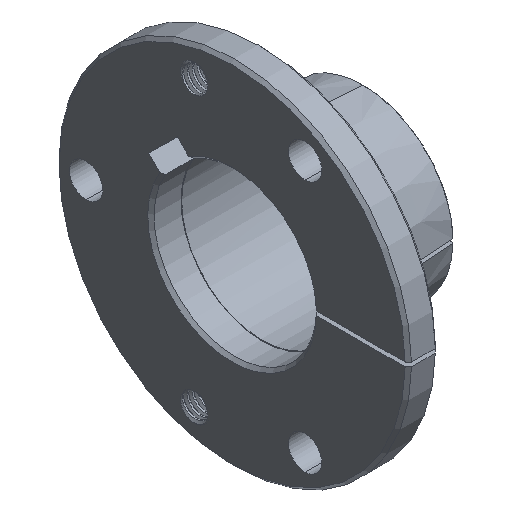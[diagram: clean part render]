
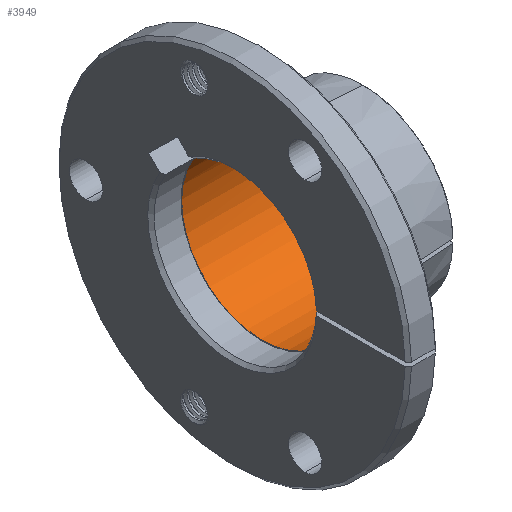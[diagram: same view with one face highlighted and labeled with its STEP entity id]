
A CAD part, isometric view. The second image highlights one B-rep face of the part: STEP entity #3949.
In plain terms, the highlighted cylindrical face has radius 25.4 mm (diameter 50.8 mm), a partial arc.
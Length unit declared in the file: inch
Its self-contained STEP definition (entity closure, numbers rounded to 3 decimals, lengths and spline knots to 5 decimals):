
#25 = CIRCLE ( 'NONE', #2929, 1. ) ;
#40 = DIRECTION ( 'NONE',  ( 1., 0., 0. ) ) ;
#156 = VERTEX_POINT ( 'NONE', #1883 ) ;
#306 = DIRECTION ( 'NONE',  ( 0., -1., 0. ) ) ;
#432 = FACE_OUTER_BOUND ( 'NONE', #3962, .T. ) ;
#446 = CARTESIAN_POINT ( 'NONE',  ( 1.6339, 0.86143, 0.50788 ) ) ;
#739 = DIRECTION ( 'NONE',  ( 0., -1., 0. ) ) ;
#750 = CARTESIAN_POINT ( 'NONE',  ( 1.61417, 1., 0. ) ) ;
#754 = DIRECTION ( 'NONE',  ( -1., 0., 0. ) ) ;
#813 = CARTESIAN_POINT ( 'NONE',  ( 1.61417, 0., 0. ) ) ;
#1052 = DIRECTION ( 'NONE',  ( -1., 0., 0. ) ) ;
#1143 = VECTOR ( 'NONE', #40, 39.37008 ) ;
#1162 = EDGE_CURVE ( 'NONE', #1799, #3036, #3809, .T. ) ;
#1422 = AXIS2_PLACEMENT_3D ( 'NONE', #813, #754, #739 ) ;
#1436 = EDGE_CURVE ( 'NONE', #3036, #156, #4293, .T. ) ;
#1448 = VERTEX_POINT ( 'NONE', #4602 ) ;
#1618 = AXIS2_PLACEMENT_3D ( 'NONE', #4812, #2740, #306 ) ;
#1760 = VECTOR ( 'NONE', #2418, 39.37008 ) ;
#1761 = VERTEX_POINT ( 'NONE', #2347 ) ;
#1799 = VERTEX_POINT ( 'NONE', #750 ) ;
#1883 = CARTESIAN_POINT ( 'NONE',  ( 0.37402, -0.99967, -0.02559 ) ) ;
#1967 = ORIENTED_EDGE ( 'NONE', *, *, #2939, .F. ) ;
#1987 = CARTESIAN_POINT ( 'NONE',  ( 1.6339, -0.99967, -0.02559 ) ) ;
#2116 = EDGE_CURVE ( 'NONE', #1761, #1448, #4554, .T. ) ;
#2347 = CARTESIAN_POINT ( 'NONE',  ( 0.37402, 0.86143, 0.50788 ) ) ;
#2418 = DIRECTION ( 'NONE',  ( -1., 0., 0. ) ) ;
#2528 = CYLINDRICAL_SURFACE ( 'NONE', #3713, 1. ) ;
#2598 = CARTESIAN_POINT ( 'NONE',  ( -0.16699, 0., 0. ) ) ;
#2740 = DIRECTION ( 'NONE',  ( 1., 0., 0. ) ) ;
#2929 = AXIS2_PLACEMENT_3D ( 'NONE', #3452, #1052, #3778 ) ;
#2931 = ORIENTED_EDGE ( 'NONE', *, *, #1436, .F. ) ;
#2939 = EDGE_CURVE ( 'NONE', #1448, #1799, #25, .T. ) ;
#2987 = EDGE_CURVE ( 'NONE', #156, #1761, #4545, .T. ) ;
#3036 = VERTEX_POINT ( 'NONE', #3192 ) ;
#3098 = ORIENTED_EDGE ( 'NONE', *, *, #2987, .F. ) ;
#3192 = CARTESIAN_POINT ( 'NONE',  ( 1.61417, -0.99967, -0.02559 ) ) ;
#3452 = CARTESIAN_POINT ( 'NONE',  ( 1.61417, 0., 0. ) ) ;
#3713 = AXIS2_PLACEMENT_3D ( 'NONE', #2598, #4359, #4702 ) ;
#3778 = DIRECTION ( 'NONE',  ( 0., -1., 0. ) ) ;
#3809 = CIRCLE ( 'NONE', #1422, 1. ) ;
#3949 = ADVANCED_FACE ( 'NONE', ( #432 ), #2528, .F. ) ;
#3962 = EDGE_LOOP ( 'NONE', ( #3098, #2931, #4689, #1967, #4045 ) ) ;
#4045 = ORIENTED_EDGE ( 'NONE', *, *, #2116, .F. ) ;
#4293 = LINE ( 'NONE', #1987, #1760 ) ;
#4359 = DIRECTION ( 'NONE',  ( -1., 0., 0. ) ) ;
#4545 = CIRCLE ( 'NONE', #1618, 1. ) ;
#4554 = LINE ( 'NONE', #446, #1143 ) ;
#4602 = CARTESIAN_POINT ( 'NONE',  ( 1.61417, 0.86143, 0.50788 ) ) ;
#4689 = ORIENTED_EDGE ( 'NONE', *, *, #1162, .F. ) ;
#4702 = DIRECTION ( 'NONE',  ( 0., -1., 0. ) ) ;
#4812 = CARTESIAN_POINT ( 'NONE',  ( 0.37402, 0., 0. ) ) ;
